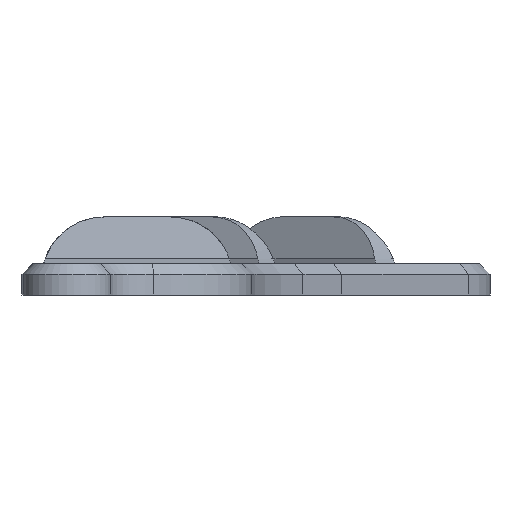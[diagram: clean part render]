
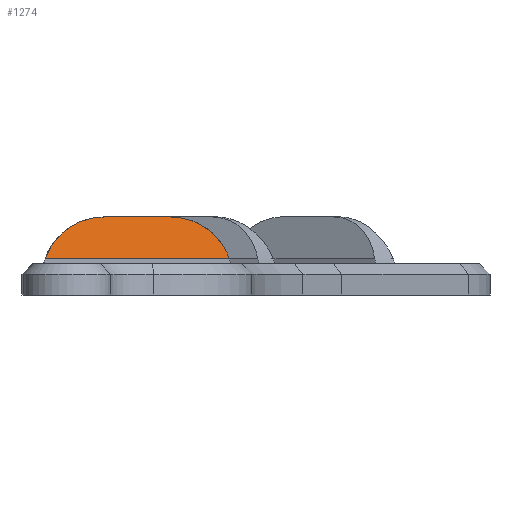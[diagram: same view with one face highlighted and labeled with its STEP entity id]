
A CAD part, front view. The second image highlights one B-rep face of the part: STEP entity #1274.
In plain terms, the highlighted planar face has unit normal (0.001, -0.97, 0.242).
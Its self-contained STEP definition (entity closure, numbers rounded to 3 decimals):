
#29=ELLIPSE('',#1408,6.185,6.);
#30=ELLIPSE('',#1414,6.185,6.);
#88=PLANE('',#1413);
#137=FACE_OUTER_BOUND('',#223,.T.);
#223=EDGE_LOOP('',(#1012,#1013,#1014,#1015));
#329=LINE('',#2106,#437);
#330=LINE('',#2110,#438);
#437=VECTOR('',#1688,10.);
#438=VECTOR('',#1693,10.);
#632=VERTEX_POINT('',#2098);
#633=VERTEX_POINT('',#2100);
#634=VERTEX_POINT('',#2105);
#635=VERTEX_POINT('',#2109);
#771=EDGE_CURVE('',#632,#633,#29,.T.);
#774=EDGE_CURVE('',#634,#633,#329,.T.);
#776=EDGE_CURVE('',#632,#635,#330,.T.);
#777=EDGE_CURVE('',#634,#635,#30,.T.);
#1012=ORIENTED_EDGE('',*,*,#771,.F.);
#1013=ORIENTED_EDGE('',*,*,#776,.T.);
#1014=ORIENTED_EDGE('',*,*,#777,.F.);
#1015=ORIENTED_EDGE('',*,*,#774,.T.);
#1274=ADVANCED_FACE('',(#137),#88,.T.);
#1408=AXIS2_PLACEMENT_3D('',#2101,#1680,#1681);
#1413=AXIS2_PLACEMENT_3D('',#2108,#1691,#1692);
#1414=AXIS2_PLACEMENT_3D('',#2111,#1694,#1695);
#1680=DIRECTION('center_axis',(-0.001,0.97,-0.243));
#1681=DIRECTION('ref_axis',(0.,0.243,0.97));
#1688=DIRECTION('',(1.,0.001,0.));
#1691=DIRECTION('center_axis',(0.001,-0.97,0.243));
#1692=DIRECTION('ref_axis',(0.,-0.243,-0.97));
#1693=DIRECTION('',(-1.,-0.001,0.));
#1694=DIRECTION('center_axis',(-0.001,0.97,-0.243));
#1695=DIRECTION('ref_axis',(0.,0.243,0.97));
#2098=CARTESIAN_POINT('',(72.151,-6.069,4.37));
#2100=CARTESIAN_POINT('',(77.809,-7.065,0.37));
#2101=CARTESIAN_POINT('Origin',(72.152,-7.569,-1.63));
#2105=CARTESIAN_POINT('',(60.114,-7.077,0.37));
#2106=CARTESIAN_POINT('',(68.403,-7.071,0.37));
#2108=CARTESIAN_POINT('Origin',(68.403,-6.571,2.37));
#2109=CARTESIAN_POINT('',(65.77,-6.073,4.37));
#2110=CARTESIAN_POINT('',(68.402,-6.071,4.37));
#2111=CARTESIAN_POINT('Origin',(65.771,-7.573,-1.63));
